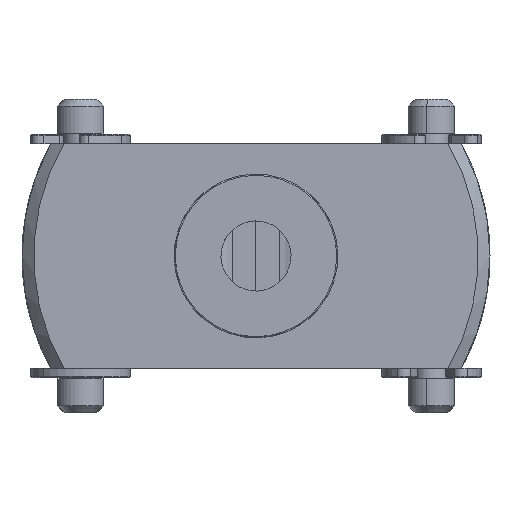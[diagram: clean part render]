
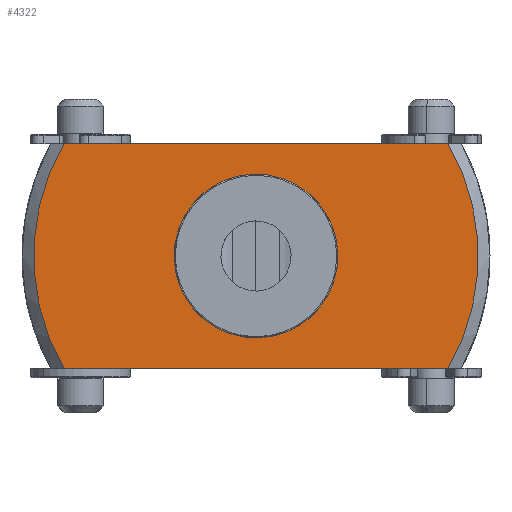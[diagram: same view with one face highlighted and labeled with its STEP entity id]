
A CAD part, front view. The second image highlights one B-rep face of the part: STEP entity #4322.
In plain terms, the highlighted face is planar.
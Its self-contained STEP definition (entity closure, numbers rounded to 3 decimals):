
#2527=AXIS2_PLACEMENT_3D('Circle Axis2P3D',#2525,#2526,$) ;
#3300=AXIS2_PLACEMENT_3D('Circle Axis2P3D',#3298,#3299,$) ;
#4224=AXIS2_PLACEMENT_3D('Circle Axis2P3D',#4222,#4223,$) ;
#4291=AXIS2_PLACEMENT_3D('Plane Axis2P3D',#4288,#4289,#4290) ;
#4309=AXIS2_PLACEMENT_3D('Circle Axis2P3D',#4307,#4308,$) ;
#2522=CARTESIAN_POINT('Vertex',(-3.072,1.678,30.)) ;
#2525=CARTESIAN_POINT('Axis2P3D Location',(0.,0.,30.)) ;
#2529=CARTESIAN_POINT('Vertex',(3.072,-1.678,30.)) ;
#3298=CARTESIAN_POINT('Axis2P3D Location',(0.,0.,30.)) ;
#4222=CARTESIAN_POINT('Axis2P3D Location',(0.,0.,30.)) ;
#4226=CARTESIAN_POINT('Vertex',(4.8,8.198,30.)) ;
#4228=CARTESIAN_POINT('Vertex',(-4.8,8.198,30.)) ;
#4288=CARTESIAN_POINT('Axis2P3D Location',(0.,0.,30.)) ;
#4293=CARTESIAN_POINT('Line Origine',(4.8,0.,30.)) ;
#4297=CARTESIAN_POINT('Vertex',(4.8,-8.198,30.)) ;
#4300=CARTESIAN_POINT('Line Origine',(-4.8,0.,30.)) ;
#4304=CARTESIAN_POINT('Vertex',(-4.8,-8.198,30.)) ;
#4307=CARTESIAN_POINT('Axis2P3D Location',(0.,0.,30.)) ;
#2526=DIRECTION('Axis2P3D Direction',(0.,-0.,-1.)) ;
#3299=DIRECTION('Axis2P3D Direction',(0.,-0.,-1.)) ;
#4223=DIRECTION('Axis2P3D Direction',(0.,0.,1.)) ;
#4289=DIRECTION('Axis2P3D Direction',(0.,0.,1.)) ;
#4290=DIRECTION('Axis2P3D XDirection',(1.,0.,0.)) ;
#4294=DIRECTION('Vector Direction',(0.,-1.,0.)) ;
#4301=DIRECTION('Vector Direction',(0.,-1.,0.)) ;
#4308=DIRECTION('Axis2P3D Direction',(0.,0.,1.)) ;
#4295=VECTOR('Line Direction',#4294,1.) ;
#4302=VECTOR('Line Direction',#4301,1.) ;
#4313=ORIENTED_EDGE('',*,*,#4299,.F.) ;
#4314=ORIENTED_EDGE('',*,*,#4230,.T.) ;
#4315=ORIENTED_EDGE('',*,*,#4306,.T.) ;
#4316=ORIENTED_EDGE('',*,*,#4311,.T.) ;
#4319=ORIENTED_EDGE('',*,*,#2531,.F.) ;
#4320=ORIENTED_EDGE('',*,*,#3302,.F.) ;
#4321=FACE_BOUND('',#4318,.T.) ;
#4322=ADVANCED_FACE('Hauptk\X2\00F6\X0\rper',(#4317,#4321),#4292,.T.) ;
#2528=CIRCLE('generated circle',#2527,3.5) ;
#3301=CIRCLE('generated circle',#3300,3.5) ;
#4225=CIRCLE('generated circle',#4224,9.5) ;
#4310=CIRCLE('generated circle',#4309,9.5) ;
#2531=EDGE_CURVE('',#2523,#2530,#2528,.F.) ;
#3302=EDGE_CURVE('',#2530,#2523,#3301,.F.) ;
#4230=EDGE_CURVE('',#4227,#4229,#4225,.T.) ;
#4299=EDGE_CURVE('',#4227,#4298,#4296,.T.) ;
#4306=EDGE_CURVE('',#4229,#4305,#4303,.T.) ;
#4311=EDGE_CURVE('',#4305,#4298,#4310,.T.) ;
#4312=EDGE_LOOP('',(#4313,#4314,#4315,#4316)) ;
#4318=EDGE_LOOP('',(#4319,#4320)) ;
#4317=FACE_OUTER_BOUND('',#4312,.T.) ;
#4296=LINE('Line',#4293,#4295) ;
#4303=LINE('Line',#4300,#4302) ;
#4292=PLANE('',#4291) ;
#2523=VERTEX_POINT('',#2522) ;
#2530=VERTEX_POINT('',#2529) ;
#4227=VERTEX_POINT('',#4226) ;
#4229=VERTEX_POINT('',#4228) ;
#4298=VERTEX_POINT('',#4297) ;
#4305=VERTEX_POINT('',#4304) ;
